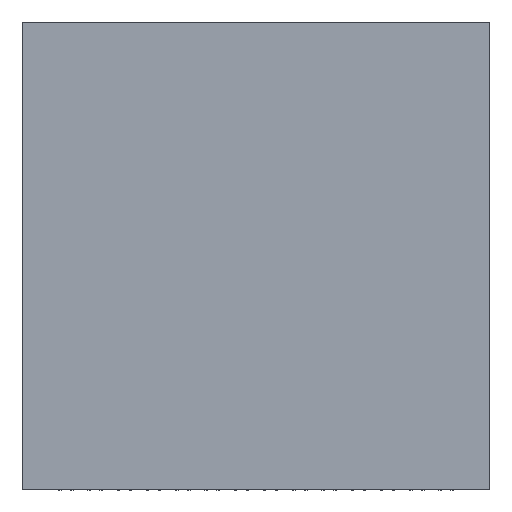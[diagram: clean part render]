
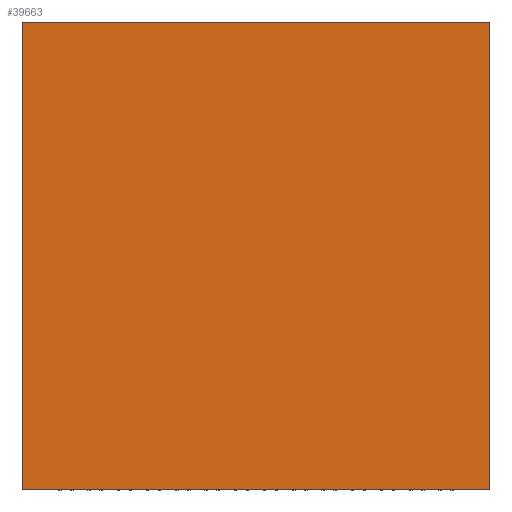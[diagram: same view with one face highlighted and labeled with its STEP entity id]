
A CAD part, top view. The second image highlights one B-rep face of the part: STEP entity #39663.
In plain terms, the highlighted face is planar.
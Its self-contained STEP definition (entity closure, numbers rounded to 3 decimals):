
#32558=DIRECTION('',(0.,0.,1.));
#32559=VECTOR('',#32558,8.);
#32560=CARTESIAN_POINT('',(-4.,0.975,-4.));
#32561=LINE('',#32560,#32559);
#32565=DIRECTION('',(-1.,0.,0.));
#32566=VECTOR('',#32565,8.);
#32567=CARTESIAN_POINT('',(4.,0.975,-4.));
#32568=LINE('',#32567,#32566);
#32572=DIRECTION('',(0.,0.,-1.));
#32573=VECTOR('',#32572,8.);
#32574=CARTESIAN_POINT('',(4.,0.975,4.));
#32575=LINE('',#32574,#32573);
#32579=DIRECTION('',(1.,0.,0.));
#32580=VECTOR('',#32579,8.);
#32581=CARTESIAN_POINT('',(-4.,0.975,4.));
#32582=LINE('',#32581,#32580);
#34596=CARTESIAN_POINT('',(-4.,0.975,-4.));
#34597=CARTESIAN_POINT('',(-4.,0.975,4.));
#34598=VERTEX_POINT('',#34596);
#34599=VERTEX_POINT('',#34597);
#34600=CARTESIAN_POINT('',(4.,0.975,4.));
#34601=VERTEX_POINT('',#34600);
#34602=CARTESIAN_POINT('',(4.,0.975,-4.));
#34603=VERTEX_POINT('',#34602);
#39652=CARTESIAN_POINT('',(0.,0.975,0.));
#39653=DIRECTION('',(0.,1.,0.));
#39654=DIRECTION('',(1.,0.,0.));
#39655=AXIS2_PLACEMENT_3D('',#39652,#39653,#39654);
#39656=PLANE('',#39655);
#39657=ORIENTED_EDGE('',*,*,#36792,.F.);
#39658=ORIENTED_EDGE('',*,*,#37030,.F.);
#39659=ORIENTED_EDGE('',*,*,#38292,.F.);
#39660=ORIENTED_EDGE('',*,*,#39462,.F.);
#39661=EDGE_LOOP('',(#39657,#39658,#39659,#39660));
#39662=FACE_OUTER_BOUND('',#39661,.F.);
#36792=EDGE_CURVE('',#34598,#34599,#32561,.T.);
#37030=EDGE_CURVE('',#34603,#34598,#32568,.T.);
#38292=EDGE_CURVE('',#34601,#34603,#32575,.T.);
#39462=EDGE_CURVE('',#34599,#34601,#32582,.T.);
#39663=ADVANCED_FACE('',(#39662),#39656,.T.);
